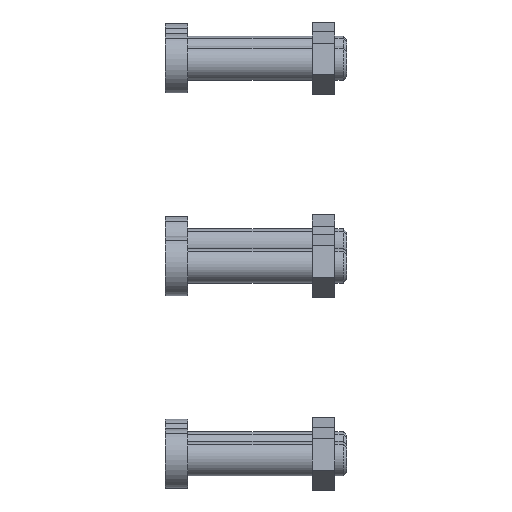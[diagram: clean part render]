
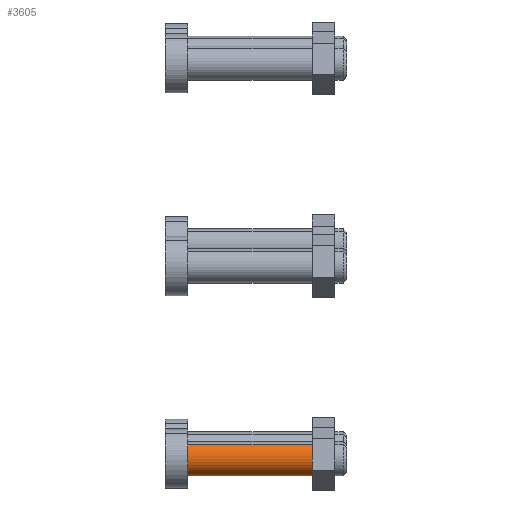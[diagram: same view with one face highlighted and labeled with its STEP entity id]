
A CAD part, front view. The second image highlights one B-rep face of the part: STEP entity #3605.
In plain terms, the highlighted cylindrical face has radius 6.35 mm (diameter 12.7 mm), a partial arc.
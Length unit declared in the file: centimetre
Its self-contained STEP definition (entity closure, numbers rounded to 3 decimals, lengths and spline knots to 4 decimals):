
#152 = LINE ( 'NONE', #869, #2227 ) ;
#316 = VERTEX_POINT ( 'NONE', #420 ) ;
#327 = AXIS2_PLACEMENT_3D ( 'NONE', #4087, #2739, #904 ) ;
#414 = DIRECTION ( 'NONE',  ( 0., 0., 1. ) ) ;
#420 = CARTESIAN_POINT ( 'NONE',  ( 48.812, 94.3585, 3.5846 ) ) ;
#424 = VERTEX_POINT ( 'NONE', #3460 ) ;
#486 = EDGE_CURVE ( 'NONE', #424, #3661, #3975, .T. ) ;
#529 = FACE_OUTER_BOUND ( 'NONE', #631, .T. ) ;
#552 = DIRECTION ( 'NONE',  ( -1., 0., 0. ) ) ;
#559 = ORIENTED_EDGE ( 'NONE', *, *, #910, .F. ) ;
#621 = VECTOR ( 'NONE', #1843, 100. ) ;
#631 = EDGE_LOOP ( 'NONE', ( #3593, #1088, #559, #1997 ) ) ;
#869 = CARTESIAN_POINT ( 'NONE',  ( 2289.5764, 94.3585, 4.8546 ) ) ;
#904 = DIRECTION ( 'NONE',  ( 0., 0., -1. ) ) ;
#910 = EDGE_CURVE ( 'NONE', #1807, #316, #1605, .T. ) ;
#1047 = DIRECTION ( 'NONE',  ( -1., 0., 0. ) ) ;
#1088 = ORIENTED_EDGE ( 'NONE', *, *, #4101, .T. ) ;
#1101 = CARTESIAN_POINT ( 'NONE',  ( 48.812, 94.3585, 4.8546 ) ) ;
#1358 = AXIS2_PLACEMENT_3D ( 'NONE', #3375, #2743, #2065 ) ;
#1402 = CARTESIAN_POINT ( 'NONE',  ( 48.812, 94.3585, 4.2196 ) ) ;
#1547 = AXIS2_PLACEMENT_3D ( 'NONE', #1402, #1047, #414 ) ;
#1605 = CIRCLE ( 'NONE', #1547, 0.635 ) ;
#1799 = LINE ( 'NONE', #3755, #621 ) ;
#1807 = VERTEX_POINT ( 'NONE', #1101 ) ;
#1843 = DIRECTION ( 'NONE',  ( -1., 0., 0. ) ) ;
#1997 = ORIENTED_EDGE ( 'NONE', *, *, #3341, .F. ) ;
#2065 = DIRECTION ( 'NONE',  ( 0., 0., 1. ) ) ;
#2124 = CARTESIAN_POINT ( 'NONE',  ( 53.423, 94.3585, 4.8546 ) ) ;
#2227 = VECTOR ( 'NONE', #552, 100. ) ;
#2517 = CYLINDRICAL_SURFACE ( 'NONE', #1358, 0.635 ) ;
#2739 = DIRECTION ( 'NONE',  ( 1., 0., 0. ) ) ;
#2743 = DIRECTION ( 'NONE',  ( -1., 0., 0. ) ) ;
#3341 = EDGE_CURVE ( 'NONE', #3661, #1807, #152, .T. ) ;
#3375 = CARTESIAN_POINT ( 'NONE',  ( 2289.5764, 94.3585, 4.2196 ) ) ;
#3460 = CARTESIAN_POINT ( 'NONE',  ( 53.423, 94.3585, 3.5846 ) ) ;
#3593 = ORIENTED_EDGE ( 'NONE', *, *, #486, .F. ) ;
#3605 = ADVANCED_FACE ( 'NONE', ( #529 ), #2517, .T. ) ;
#3661 = VERTEX_POINT ( 'NONE', #2124 ) ;
#3755 = CARTESIAN_POINT ( 'NONE',  ( 2289.5764, 94.3585, 3.5846 ) ) ;
#3975 = CIRCLE ( 'NONE', #327, 0.635 ) ;
#4087 = CARTESIAN_POINT ( 'NONE',  ( 53.423, 94.3585, 4.2196 ) ) ;
#4101 = EDGE_CURVE ( 'NONE', #424, #316, #1799, .T. ) ;
